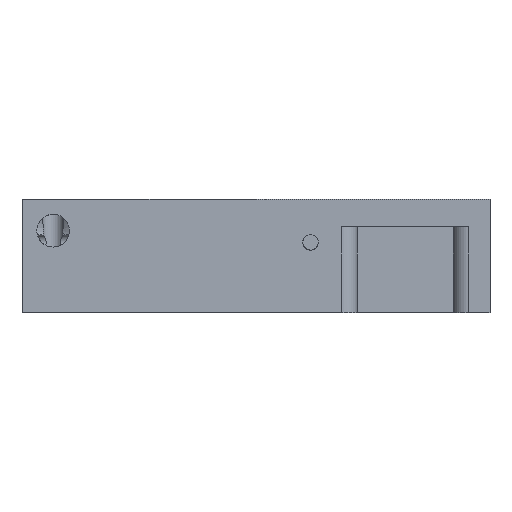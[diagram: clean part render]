
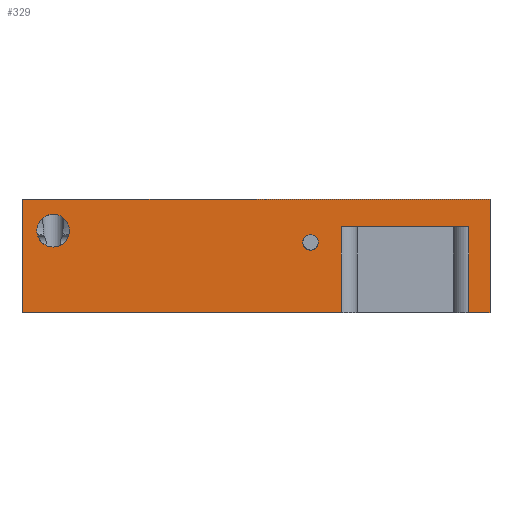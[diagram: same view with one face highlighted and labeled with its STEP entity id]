
A CAD part, front view. The second image highlights one B-rep face of the part: STEP entity #329.
In plain terms, the highlighted planar face has unit normal (0, -1, 0).
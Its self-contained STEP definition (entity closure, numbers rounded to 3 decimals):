
#99=FACE_BOUND('',#605,.T.);
#100=FACE_BOUND('',#606,.T.);
#101=FACE_BOUND('',#607,.T.);
#329=ADVANCED_FACE('',(#99,#100,#101),#431,.F.);
#431=PLANE('',#2656);
#605=EDGE_LOOP('',(#1414));
#606=EDGE_LOOP('',(#1415));
#607=EDGE_LOOP('',(#1416,#1417,#1418,#1419,#1420,#1421,#1422,#1423));
#813=LINE('',#3691,#1000);
#883=LINE('',#3936,#1070);
#884=LINE('',#3942,#1071);
#885=LINE('',#3945,#1072);
#886=LINE('',#3947,#1073);
#887=LINE('',#3949,#1074);
#888=LINE('',#3951,#1075);
#889=LINE('',#3952,#1076);
#1000=VECTOR('',#2983,1.);
#1070=VECTOR('',#3179,1.);
#1071=VECTOR('',#3186,1.);
#1072=VECTOR('',#3187,1.);
#1073=VECTOR('',#3188,1.);
#1074=VECTOR('',#3189,1.);
#1075=VECTOR('',#3190,1.);
#1076=VECTOR('',#3191,1.);
#1414=ORIENTED_EDGE('',*,*,#2275,.T.);
#1415=ORIENTED_EDGE('',*,*,#2276,.T.);
#1416=ORIENTED_EDGE('',*,*,#2277,.F.);
#1417=ORIENTED_EDGE('',*,*,#2278,.T.);
#1418=ORIENTED_EDGE('',*,*,#2279,.F.);
#1419=ORIENTED_EDGE('',*,*,#2280,.F.);
#1420=ORIENTED_EDGE('',*,*,#2281,.T.);
#1421=ORIENTED_EDGE('',*,*,#2274,.T.);
#1422=ORIENTED_EDGE('',*,*,#2166,.F.);
#1423=ORIENTED_EDGE('',*,*,#2282,.T.);
#1896=VERTEX_POINT('',#3690);
#1897=VERTEX_POINT('',#3692);
#1975=VERTEX_POINT('',#3933);
#1977=VERTEX_POINT('',#3939);
#1978=VERTEX_POINT('',#3941);
#1979=VERTEX_POINT('',#3943);
#1980=VERTEX_POINT('',#3944);
#1981=VERTEX_POINT('',#3946);
#1982=VERTEX_POINT('',#3948);
#1983=VERTEX_POINT('',#3950);
#2166=EDGE_CURVE('',#1896,#1897,#813,.T.);
#2274=EDGE_CURVE('',#1975,#1897,#883,.T.);
#2275=EDGE_CURVE('',#1977,#1977,#2473,.T.);
#2276=EDGE_CURVE('',#1978,#1978,#2474,.T.);
#2277=EDGE_CURVE('',#1979,#1980,#884,.T.);
#2278=EDGE_CURVE('',#1979,#1981,#885,.T.);
#2279=EDGE_CURVE('',#1982,#1981,#886,.T.);
#2280=EDGE_CURVE('',#1983,#1982,#887,.T.);
#2281=EDGE_CURVE('',#1983,#1975,#888,.T.);
#2282=EDGE_CURVE('',#1896,#1980,#889,.T.);
#2473=CIRCLE('',#2654,1.);
#2474=CIRCLE('',#2655,2.1);
#2654=AXIS2_PLACEMENT_3D('',#3938,#3182,#3183);
#2655=AXIS2_PLACEMENT_3D('',#3940,#3184,#3185);
#2656=AXIS2_PLACEMENT_3D('',#3953,#3192,#3193);
#2983=DIRECTION('',(-1.,0.,0.));
#3179=DIRECTION('',(0.,0.,-1.));
#3182=DIRECTION('',(0.,1.,0.));
#3183=DIRECTION('',(-1.,0.,0.));
#3184=DIRECTION('',(0.,1.,0.));
#3185=DIRECTION('',(-1.,0.,0.));
#3186=DIRECTION('',(-1.,0.,0.));
#3187=DIRECTION('',(0.,0.,-1.));
#3188=DIRECTION('',(-1.,0.,0.));
#3189=DIRECTION('',(0.,0.,-1.));
#3190=DIRECTION('',(-1.,0.,0.));
#3191=DIRECTION('',(0.,0.,1.));
#3192=DIRECTION('',(0.,1.,0.));
#3193=DIRECTION('',(-1.,0.,0.));
#3690=CARTESIAN_POINT('',(10.95,-2.,-15.5));
#3691=CARTESIAN_POINT('',(-30.,-2.,-15.5));
#3692=CARTESIAN_POINT('',(-30.,-2.,-15.5));
#3933=CARTESIAN_POINT('',(-30.,-2.,-1.));
#3936=CARTESIAN_POINT('',(-30.,-2.,-6.));
#3938=CARTESIAN_POINT('',(7.,-2.,-6.5));
#3939=CARTESIAN_POINT('',(6.,-2.,-6.5));
#3940=CARTESIAN_POINT('',(-26.,-2.,-5.));
#3941=CARTESIAN_POINT('',(-28.1,-2.,-5.));
#3942=CARTESIAN_POINT('',(25.95,-2.,-4.5));
#3943=CARTESIAN_POINT('',(27.3,-2.,-4.5));
#3944=CARTESIAN_POINT('',(10.95,-2.,-4.5));
#3945=CARTESIAN_POINT('',(27.3,-2.,-6.));
#3946=CARTESIAN_POINT('',(27.3,-2.,-15.5));
#3947=CARTESIAN_POINT('',(25.95,-2.,-15.5));
#3948=CARTESIAN_POINT('',(30.,-2.,-15.5));
#3949=CARTESIAN_POINT('',(30.,-2.,-6.));
#3950=CARTESIAN_POINT('',(30.,-2.,-1.));
#3951=CARTESIAN_POINT('',(-30.,-2.,-1.));
#3952=CARTESIAN_POINT('',(10.95,-2.,-6.));
#3953=CARTESIAN_POINT('',(-30.,-2.,-6.));
